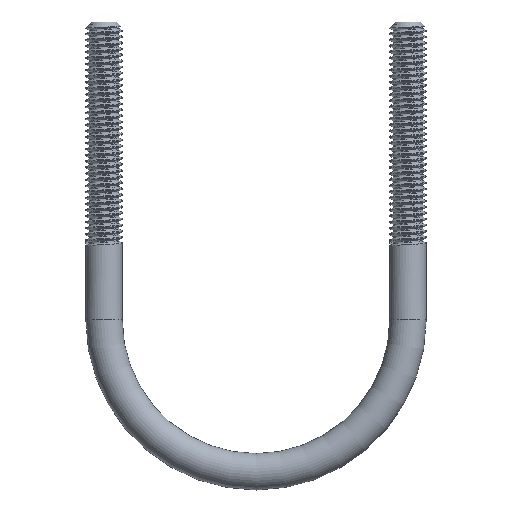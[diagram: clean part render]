
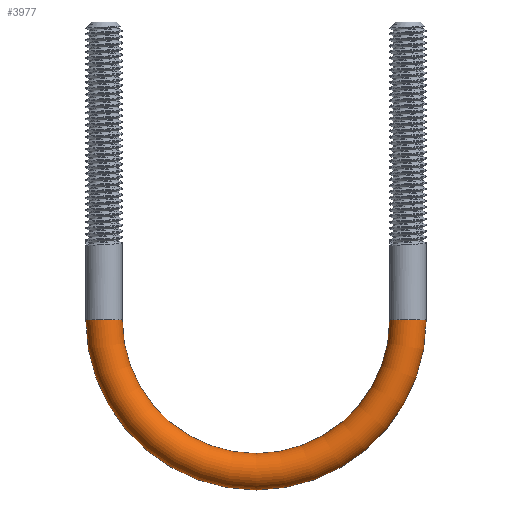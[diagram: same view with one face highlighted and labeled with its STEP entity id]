
A CAD part, front view. The second image highlights one B-rep face of the part: STEP entity #3977.
In plain terms, the highlighted toroidal (fillet/blend) face has major radius 25 mm and minor radius 3 mm.
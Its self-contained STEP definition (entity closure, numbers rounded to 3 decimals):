
#364 = CARTESIAN_POINT ( 'NONE',  ( 33.5, 0., -120.642 ) ) ;
#426 = CIRCLE ( 'NONE', #6850, 28. ) ;
#740 = DIRECTION ( 'NONE',  ( 0., 1., 0. ) ) ;
#1233 = AXIS2_PLACEMENT_3D ( 'NONE', #15801, #4118, #2861 ) ;
#1350 = AXIS2_PLACEMENT_3D ( 'NONE', #16531, #15020, #6085 ) ;
#2127 = TOROIDAL_SURFACE ( 'NONE', #8269, 25., 3. ) ;
#2861 = DIRECTION ( 'NONE',  ( -1., 0., 0. ) ) ;
#3249 = FACE_OUTER_BOUND ( 'NONE', #10887, .T. ) ;
#3290 = ORIENTED_EDGE ( 'NONE', *, *, #11770, .F. ) ;
#3900 = CIRCLE ( 'NONE', #1233, 3. ) ;
#3977 = ADVANCED_FACE ( 'NONE', ( #3249 ), #2127, .T. ) ;
#4118 = DIRECTION ( 'NONE',  ( 0., 0., -1. ) ) ;
#4281 = CIRCLE ( 'NONE', #1350, 22. ) ;
#4361 = CARTESIAN_POINT ( 'NONE',  ( 36.5, 0., -120.642 ) ) ;
#5203 = ORIENTED_EDGE ( 'NONE', *, *, #13861, .T. ) ;
#5529 = DIRECTION ( 'NONE',  ( 0., 0., 1. ) ) ;
#6085 = DIRECTION ( 'NONE',  ( 0., 0., 1. ) ) ;
#6850 = AXIS2_PLACEMENT_3D ( 'NONE', #16147, #9958, #13793 ) ;
#6862 = ORIENTED_EDGE ( 'NONE', *, *, #8022, .T. ) ;
#7960 = DIRECTION ( 'NONE',  ( 1., 0., 0. ) ) ;
#8022 = EDGE_CURVE ( 'NONE', #15439, #14825, #4281, .T. ) ;
#8179 = DIRECTION ( 'NONE',  ( 0., 0., 1. ) ) ;
#8269 = AXIS2_PLACEMENT_3D ( 'NONE', #15936, #740, #8179 ) ;
#8313 = CARTESIAN_POINT ( 'NONE',  ( -13.5, 0., -120.642 ) ) ;
#9061 = VERTEX_POINT ( 'NONE', #10014 ) ;
#9958 = DIRECTION ( 'NONE',  ( 0., 1., 0. ) ) ;
#10014 = CARTESIAN_POINT ( 'NONE',  ( -19.5, 0., -120.642 ) ) ;
#10887 = EDGE_LOOP ( 'NONE', ( #3290, #13637, #6862, #5203 ) ) ;
#11258 = CARTESIAN_POINT ( 'NONE',  ( 30.5, 0., -120.642 ) ) ;
#11770 = EDGE_CURVE ( 'NONE', #13862, #9061, #426, .T. ) ;
#12421 = CIRCLE ( 'NONE', #16431, 3. ) ;
#13637 = ORIENTED_EDGE ( 'NONE', *, *, #13719, .F. ) ;
#13719 = EDGE_CURVE ( 'NONE', #15439, #13862, #12421, .T. ) ;
#13793 = DIRECTION ( 'NONE',  ( 0., 0., 1. ) ) ;
#13861 = EDGE_CURVE ( 'NONE', #14825, #9061, #3900, .T. ) ;
#13862 = VERTEX_POINT ( 'NONE', #4361 ) ;
#14825 = VERTEX_POINT ( 'NONE', #8313 ) ;
#15020 = DIRECTION ( 'NONE',  ( 0., 1., 0. ) ) ;
#15439 = VERTEX_POINT ( 'NONE', #11258 ) ;
#15801 = CARTESIAN_POINT ( 'NONE',  ( -16.5, 0., -120.642 ) ) ;
#15936 = CARTESIAN_POINT ( 'NONE',  ( 8.5, 0., -120.642 ) ) ;
#16147 = CARTESIAN_POINT ( 'NONE',  ( 8.5, 0., -120.642 ) ) ;
#16431 = AXIS2_PLACEMENT_3D ( 'NONE', #364, #5529, #7960 ) ;
#16531 = CARTESIAN_POINT ( 'NONE',  ( 8.5, 0., -120.642 ) ) ;
